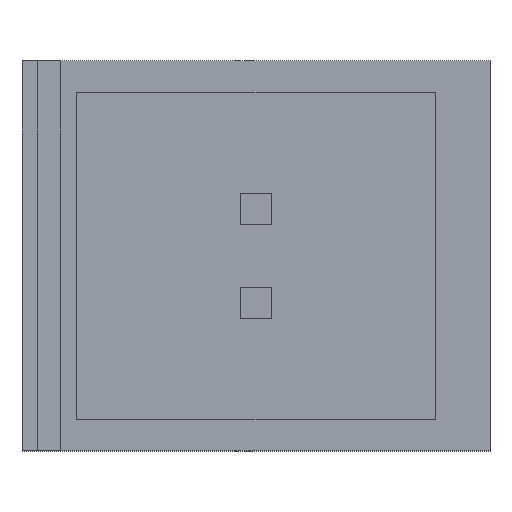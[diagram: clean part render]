
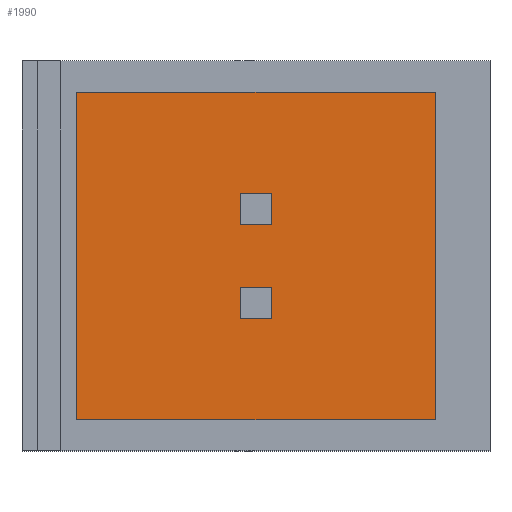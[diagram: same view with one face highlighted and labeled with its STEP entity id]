
A CAD part, top view. The second image highlights one B-rep face of the part: STEP entity #1990.
In plain terms, the highlighted planar face has unit normal (0, 0, 1).
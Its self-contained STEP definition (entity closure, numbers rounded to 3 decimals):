
#126=FACE_OUTER_BOUND('',#242,.T.);
#242=EDGE_LOOP('',(#1589,#1590,#1591,#1592,#1593,#1594,#1595,#1596,#1597,
#1598,#1599,#1600,#1601,#1602,#1603,#1604,#1605,#1606,#1607,#1608));
#376=LINE('',#2889,#636);
#380=LINE('',#2896,#640);
#382=LINE('',#2900,#642);
#392=LINE('',#2922,#652);
#396=LINE('',#2929,#656);
#398=LINE('',#2933,#658);
#408=LINE('',#2955,#668);
#412=LINE('',#2962,#672);
#414=LINE('',#2966,#674);
#424=LINE('',#2988,#684);
#428=LINE('',#2995,#688);
#430=LINE('',#2999,#690);
#441=LINE('',#3017,#701);
#442=LINE('',#3020,#702);
#444=LINE('',#3024,#704);
#446=LINE('',#3027,#706);
#447=LINE('',#3029,#707);
#448=LINE('',#3032,#708);
#450=LINE('',#3036,#710);
#452=LINE('',#3039,#712);
#636=VECTOR('',#2351,0.2);
#640=VECTOR('',#2357,0.8);
#642=VECTOR('',#2361,0.2);
#652=VECTOR('',#2377,0.2);
#656=VECTOR('',#2383,0.8);
#658=VECTOR('',#2387,0.2);
#668=VECTOR('',#2403,0.2);
#672=VECTOR('',#2409,0.8);
#674=VECTOR('',#2413,0.2);
#684=VECTOR('',#2429,0.2);
#688=VECTOR('',#2435,0.8);
#690=VECTOR('',#2439,0.2);
#701=VECTOR('',#2454,0.7);
#702=VECTOR('',#2457,0.1);
#704=VECTOR('',#2461,3.);
#706=VECTOR('',#2465,0.1);
#707=VECTOR('',#2468,0.7);
#708=VECTOR('',#2471,0.1);
#710=VECTOR('',#2475,3.);
#712=VECTOR('',#2479,0.1);
#875=VERTEX_POINT('',#2887);
#876=VERTEX_POINT('',#2888);
#878=VERTEX_POINT('',#2895);
#879=VERTEX_POINT('',#2899);
#887=VERTEX_POINT('',#2920);
#888=VERTEX_POINT('',#2921);
#890=VERTEX_POINT('',#2928);
#891=VERTEX_POINT('',#2932);
#899=VERTEX_POINT('',#2953);
#900=VERTEX_POINT('',#2954);
#902=VERTEX_POINT('',#2961);
#903=VERTEX_POINT('',#2965);
#911=VERTEX_POINT('',#2986);
#912=VERTEX_POINT('',#2987);
#914=VERTEX_POINT('',#2994);
#915=VERTEX_POINT('',#2998);
#921=VERTEX_POINT('',#3019);
#922=VERTEX_POINT('',#3023);
#923=VERTEX_POINT('',#3031);
#924=VERTEX_POINT('',#3035);
#1088=EDGE_CURVE('',#875,#876,#376,.T.);
#1092=EDGE_CURVE('',#878,#875,#380,.T.);
#1094=EDGE_CURVE('',#879,#878,#382,.T.);
#1104=EDGE_CURVE('',#887,#888,#392,.T.);
#1108=EDGE_CURVE('',#890,#887,#396,.T.);
#1110=EDGE_CURVE('',#891,#890,#398,.T.);
#1120=EDGE_CURVE('',#899,#900,#408,.T.);
#1124=EDGE_CURVE('',#902,#899,#412,.T.);
#1126=EDGE_CURVE('',#903,#902,#414,.T.);
#1136=EDGE_CURVE('',#911,#912,#424,.T.);
#1140=EDGE_CURVE('',#914,#911,#428,.T.);
#1142=EDGE_CURVE('',#915,#914,#430,.T.);
#1153=EDGE_CURVE('',#888,#915,#441,.T.);
#1154=EDGE_CURVE('',#921,#891,#442,.T.);
#1156=EDGE_CURVE('',#922,#921,#444,.T.);
#1158=EDGE_CURVE('',#900,#922,#446,.T.);
#1159=EDGE_CURVE('',#876,#903,#447,.T.);
#1160=EDGE_CURVE('',#923,#879,#448,.T.);
#1162=EDGE_CURVE('',#924,#923,#450,.T.);
#1164=EDGE_CURVE('',#912,#924,#452,.T.);
#1589=ORIENTED_EDGE('',*,*,#1088,.T.);
#1590=ORIENTED_EDGE('',*,*,#1159,.T.);
#1591=ORIENTED_EDGE('',*,*,#1126,.T.);
#1592=ORIENTED_EDGE('',*,*,#1124,.T.);
#1593=ORIENTED_EDGE('',*,*,#1120,.T.);
#1594=ORIENTED_EDGE('',*,*,#1158,.T.);
#1595=ORIENTED_EDGE('',*,*,#1156,.T.);
#1596=ORIENTED_EDGE('',*,*,#1154,.T.);
#1597=ORIENTED_EDGE('',*,*,#1110,.T.);
#1598=ORIENTED_EDGE('',*,*,#1108,.T.);
#1599=ORIENTED_EDGE('',*,*,#1104,.T.);
#1600=ORIENTED_EDGE('',*,*,#1153,.T.);
#1601=ORIENTED_EDGE('',*,*,#1142,.T.);
#1602=ORIENTED_EDGE('',*,*,#1140,.T.);
#1603=ORIENTED_EDGE('',*,*,#1136,.T.);
#1604=ORIENTED_EDGE('',*,*,#1164,.T.);
#1605=ORIENTED_EDGE('',*,*,#1162,.T.);
#1606=ORIENTED_EDGE('',*,*,#1160,.T.);
#1607=ORIENTED_EDGE('',*,*,#1094,.T.);
#1608=ORIENTED_EDGE('',*,*,#1092,.T.);
#1882=PLANE('',#2121);
#1990=ADVANCED_FACE('',(#126),#1882,.T.);
#2121=AXIS2_PLACEMENT_3D('',#3040,#2480,#2481);
#2351=DIRECTION('',(1.,0.,0.));
#2357=DIRECTION('',(0.,1.,0.));
#2361=DIRECTION('',(-1.,0.,0.));
#2377=DIRECTION('',(-1.,0.,0.));
#2383=DIRECTION('',(0.,-1.,0.));
#2387=DIRECTION('',(1.,0.,0.));
#2403=DIRECTION('',(1.,0.,0.));
#2409=DIRECTION('',(0.,1.,0.));
#2413=DIRECTION('',(-1.,0.,0.));
#2429=DIRECTION('',(-1.,0.,0.));
#2435=DIRECTION('',(0.,-1.,0.));
#2439=DIRECTION('',(1.,0.,0.));
#2454=DIRECTION('',(0.,-1.,0.));
#2457=DIRECTION('',(0.,-1.,0.));
#2461=DIRECTION('',(-1.,0.,0.));
#2465=DIRECTION('',(0.,1.,0.));
#2468=DIRECTION('',(0.,1.,0.));
#2471=DIRECTION('',(0.,1.,0.));
#2475=DIRECTION('',(1.,0.,0.));
#2479=DIRECTION('',(0.,-1.,0.));
#2480=DIRECTION('center_axis',(0.,0.,1.));
#2481=DIRECTION('ref_axis',(1.,0.,0.));
#2887=CARTESIAN_POINT('',(1.3,-0.35,0.5));
#2888=CARTESIAN_POINT('',(1.5,-0.35,0.5));
#2889=CARTESIAN_POINT('',(0.17,-0.35,0.5));
#2895=CARTESIAN_POINT('',(1.3,-1.15,0.5));
#2896=CARTESIAN_POINT('',(1.3,-0.2,0.5));
#2899=CARTESIAN_POINT('',(1.5,-1.15,0.5));
#2900=CARTESIAN_POINT('',(0.27,-1.15,0.5));
#2920=CARTESIAN_POINT('',(-1.3,0.35,0.5));
#2921=CARTESIAN_POINT('',(-1.5,0.35,0.5));
#2922=CARTESIAN_POINT('',(-1.13,0.35,0.5));
#2928=CARTESIAN_POINT('',(-1.3,1.15,0.5));
#2929=CARTESIAN_POINT('',(-1.3,0.95,0.5));
#2932=CARTESIAN_POINT('',(-1.5,1.15,0.5));
#2933=CARTESIAN_POINT('',(-1.23,1.15,0.5));
#2953=CARTESIAN_POINT('',(1.3,1.15,0.5));
#2954=CARTESIAN_POINT('',(1.5,1.15,0.5));
#2955=CARTESIAN_POINT('',(0.17,1.15,0.5));
#2961=CARTESIAN_POINT('',(1.3,0.35,0.5));
#2962=CARTESIAN_POINT('',(1.3,0.55,0.5));
#2965=CARTESIAN_POINT('',(1.5,0.35,0.5));
#2966=CARTESIAN_POINT('',(0.27,0.35,0.5));
#2986=CARTESIAN_POINT('',(-1.3,-1.15,0.5));
#2987=CARTESIAN_POINT('',(-1.5,-1.15,0.5));
#2988=CARTESIAN_POINT('',(-1.13,-1.15,0.5));
#2994=CARTESIAN_POINT('',(-1.3,-0.35,0.5));
#2995=CARTESIAN_POINT('',(-1.3,0.2,0.5));
#2998=CARTESIAN_POINT('',(-1.5,-0.35,0.5));
#2999=CARTESIAN_POINT('',(-1.23,-0.35,0.5));
#3017=CARTESIAN_POINT('',(-1.5,-0.35,0.5));
#3019=CARTESIAN_POINT('',(-1.5,1.25,0.5));
#3020=CARTESIAN_POINT('',(-1.5,1.15,0.5));
#3023=CARTESIAN_POINT('',(1.5,1.25,0.5));
#3024=CARTESIAN_POINT('',(-1.5,1.25,0.5));
#3027=CARTESIAN_POINT('',(1.5,1.25,0.5));
#3029=CARTESIAN_POINT('',(1.5,0.35,0.5));
#3031=CARTESIAN_POINT('',(1.5,-1.25,0.5));
#3032=CARTESIAN_POINT('',(1.5,-1.15,0.5));
#3035=CARTESIAN_POINT('',(-1.5,-1.25,0.5));
#3036=CARTESIAN_POINT('',(1.5,-1.25,0.5));
#3039=CARTESIAN_POINT('',(-1.5,-1.25,0.5));
#3040=CARTESIAN_POINT('Origin',(-0.96,0.75,0.5));
